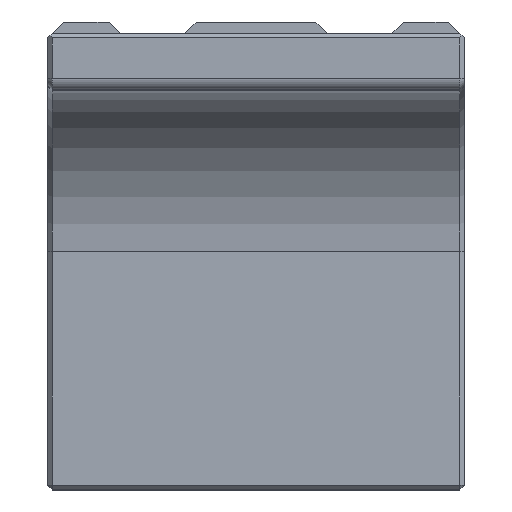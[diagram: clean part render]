
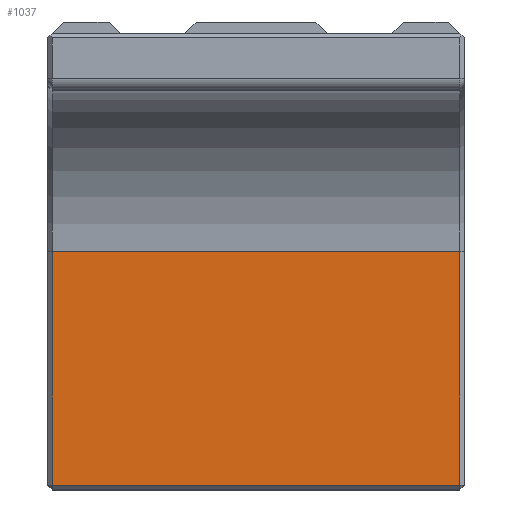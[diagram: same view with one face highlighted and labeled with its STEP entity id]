
A CAD part, top view. The second image highlights one B-rep face of the part: STEP entity #1037.
In plain terms, the highlighted planar face has unit normal (0, 0, 1).
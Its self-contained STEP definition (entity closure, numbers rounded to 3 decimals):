
#88=FACE_OUTER_BOUND('',#151,.T.);
#151=EDGE_LOOP('',(#775,#776,#777,#778));
#252=LINE('',#1599,#374);
#253=LINE('',#1601,#375);
#254=LINE('',#1603,#376);
#255=LINE('',#1604,#377);
#374=VECTOR('',#1302,10.);
#375=VECTOR('',#1303,10.);
#376=VECTOR('',#1304,10.);
#377=VECTOR('',#1305,10.);
#487=VERTEX_POINT('',#1597);
#488=VERTEX_POINT('',#1598);
#489=VERTEX_POINT('',#1600);
#490=VERTEX_POINT('',#1602);
#595=EDGE_CURVE('',#487,#488,#252,.T.);
#596=EDGE_CURVE('',#487,#489,#253,.T.);
#597=EDGE_CURVE('',#490,#489,#254,.T.);
#598=EDGE_CURVE('',#488,#490,#255,.T.);
#775=ORIENTED_EDGE('',*,*,#595,.F.);
#776=ORIENTED_EDGE('',*,*,#596,.T.);
#777=ORIENTED_EDGE('',*,*,#597,.F.);
#778=ORIENTED_EDGE('',*,*,#598,.F.);
#984=PLANE('',#1125);
#1037=ADVANCED_FACE('',(#88),#984,.T.);
#1125=AXIS2_PLACEMENT_3D('',#1596,#1300,#1301);
#1300=DIRECTION('center_axis',(0.,0.,
1.));
#1301=DIRECTION('ref_axis',(0.,1.,0.));
#1302=DIRECTION('',(0.,-1.,0.));
#1303=DIRECTION('',(-1.,0.,0.));
#1304=DIRECTION('',(0.,1.,0.));
#1305=DIRECTION('',(-1.,0.,0.));
#1596=CARTESIAN_POINT('Origin',(144.255,296.285,22.176));
#1597=CARTESIAN_POINT('',(145.355,329.006,22.176));
#1598=CARTESIAN_POINT('',(145.355,308.691,22.176));
#1599=CARTESIAN_POINT('',(145.355,309.471,22.176));
#1600=CARTESIAN_POINT('',(109.9,329.006,22.176));
#1601=CARTESIAN_POINT('',(156.116,329.006,22.176));
#1602=CARTESIAN_POINT('',(109.9,308.691,22.176));
#1603=CARTESIAN_POINT('',(109.9,309.471,22.176));
#1604=CARTESIAN_POINT('',(144.255,308.691,22.176));
